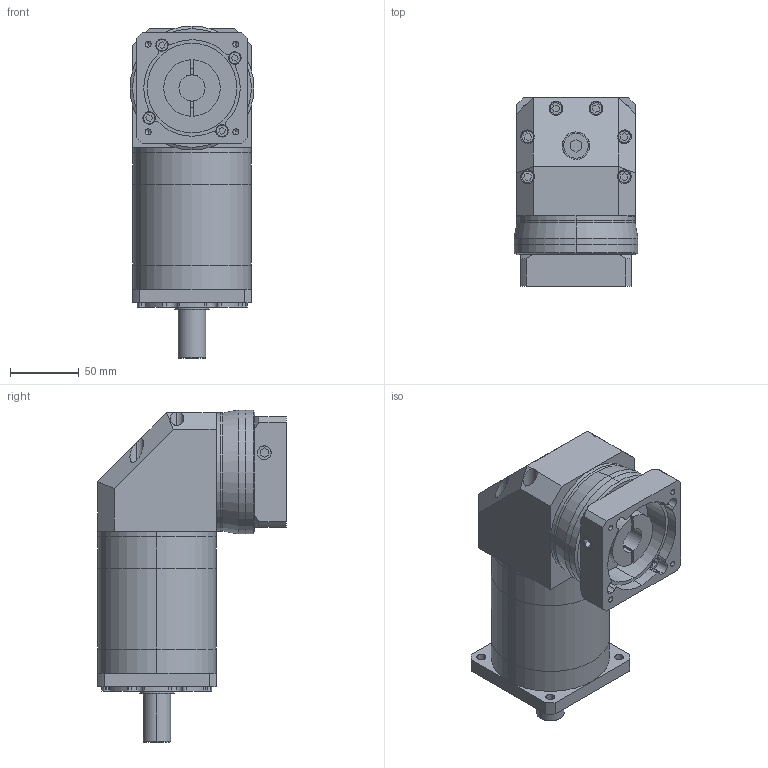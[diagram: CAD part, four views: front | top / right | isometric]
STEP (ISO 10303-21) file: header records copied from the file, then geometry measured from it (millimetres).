
FILE_DESCRIPTION (( 'STEP AP214' ), '1' );
FILE_NAME ('VGZF85三级模型 方80.STEP', '2018-05-09T01:29:06', ( 'Windows' ), ( 'Microsoft' ), 'SwSTEP 2.0', 'SolidWorks 2016', '' );
FILE_SCHEMA (( 'AUTOMOTIVE_DESIGN' ));
Length unit declared in the file: millimetre
Products named in the file (1): VGZF85三级模型 方80
Bounding box: 90 x 137 x 241 mm (x, y, z)
Volume: 1410307.4 mm3; surface area: 178967 mm2
Topology: 6 solids, 6 shells, 473 faces, 1165 edges, 754 vertices
Faces by surface type: plane 260, cylinder 189, cone 20, torus 4
Entity records: 14248 total; most frequent: CARTESIAN_POINT 2524, DIRECTION 2501, ORIENTED_EDGE 2310, EDGE_CURVE 1155, AXIS2_PLACEMENT_3D 901, VERTEX_POINT 754, VECTOR 699, LINE 699
